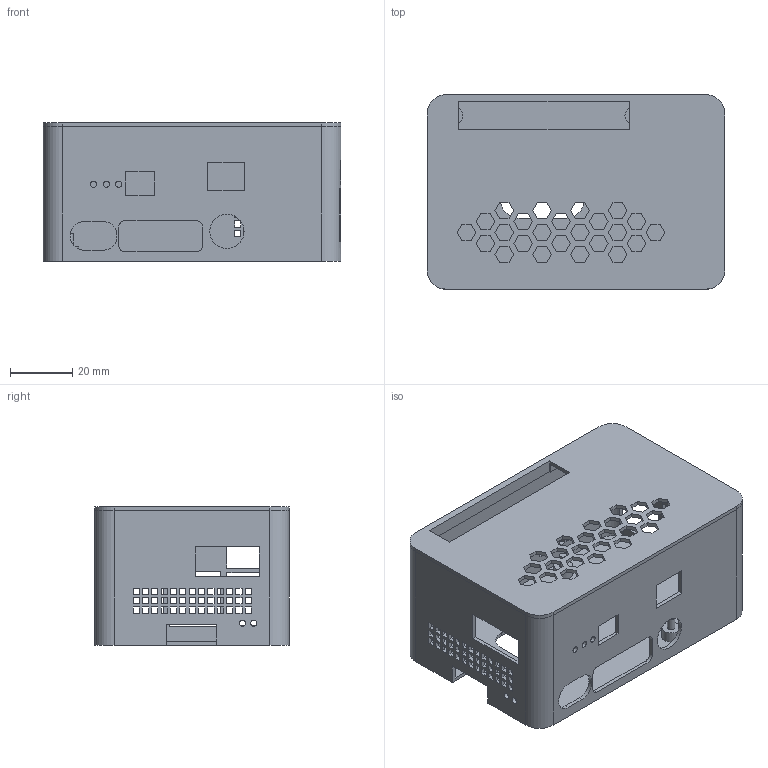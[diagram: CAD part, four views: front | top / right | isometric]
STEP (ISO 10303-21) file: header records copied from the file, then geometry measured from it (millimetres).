
FILE_DESCRIPTION(/* description */ (''),/* implementation_level */ '2;1');
FILE_NAME(/* name */ 'Enclosure_RPi4b.step',/* time_stamp */ '2020-08-10T21:14:37+02:00',/* author */ (''),/* organization */ (''),/* preprocessor_version */ 'ST-DEVELOPER v18.1',/* originating_system */ 'Autodesk Translation Framework v9.3.0.1241',/* authorisation */ '');
FILE_SCHEMA (('AUTOMOTIVE_DESIGN { 1 0 10303 214 3 1 1 }'));
Length unit declared in the file: millimetre
Products named in the file (3): Enclosure; Case; Top
Assembly tree (2 placements, depth 2):
  Enclosure
    Case
    Top
Bounding box: 95.61 x 62.46 x 44.43 mm (x, y, z)
Volume: 26990.9 mm3; surface area: 46413.8 mm2
Topology: 2 solids, 2 shells, 560 faces, 1654 edges, 1100 vertices
Faces by surface type: plane 514, cylinder 46
Full cylindrical faces by diameter (mm): 2 x5, 2.3 x1, 2.44 x3, 6 x4, 11 x1
Entity records: 18887 total; most frequent: CARTESIAN_POINT 3319, ORIENTED_EDGE 3308, DIRECTION 2888, EDGE_CURVE 1654, LINE 1550, VECTOR 1550, VERTEX_POINT 1100, EDGE_LOOP 774
